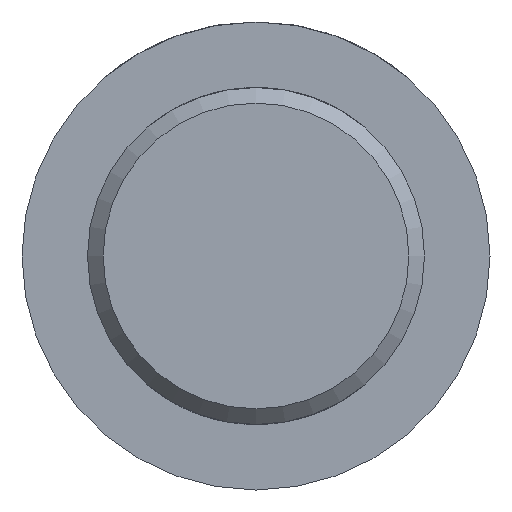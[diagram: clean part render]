
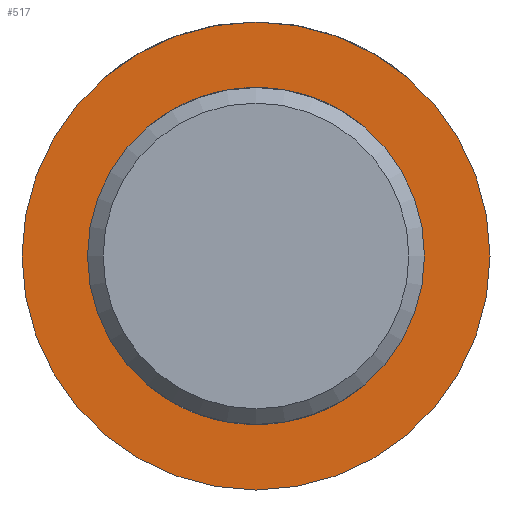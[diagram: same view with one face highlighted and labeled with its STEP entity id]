
A CAD part, front view. The second image highlights one B-rep face of the part: STEP entity #517.
In plain terms, the highlighted planar face has unit normal (0, -1, 0).
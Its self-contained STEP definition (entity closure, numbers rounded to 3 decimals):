
#490=CARTESIAN_POINT('',(-80.,-83.,0.));
#491=DIRECTION('',(-0.,-1.,0.));
#492=DIRECTION('',(-0.,-0.,-1.));
#493=AXIS2_PLACEMENT_3D('',#490,#491,#492);
#494=PLANE('',#493);
#495=CARTESIAN_POINT('',(-74.6,-83.,24.));
#496=VERTEX_POINT('',#495);
#497=CARTESIAN_POINT('',(-80.,-83.,24.));
#498=DIRECTION('',(0.,-1.,0.));
#499=DIRECTION('',(1.,0.,0.));
#500=AXIS2_PLACEMENT_3D('',#497,#498,#499);
#501=CIRCLE('',#500,5.4);
#502=EDGE_CURVE('',#496,#496,#501,.T.);
#503=ORIENTED_EDGE('',*,*,#502,.F.);
#504=EDGE_LOOP('',(#503));
#505=FACE_BOUND('',#504,.T.);
#506=CARTESIAN_POINT('',(-72.5,-83.,24.));
#507=VERTEX_POINT('',#506);
#508=CARTESIAN_POINT('',(-80.,-83.,24.));
#509=DIRECTION('',(-0.,-1.,0.));
#510=DIRECTION('',(1.,-0.,0.));
#511=AXIS2_PLACEMENT_3D('',#508,#509,#510);
#512=CIRCLE('',#511,7.5);
#513=EDGE_CURVE('',#507,#507,#512,.T.);
#514=ORIENTED_EDGE('',*,*,#513,.T.);
#515=EDGE_LOOP('',(#514));
#516=FACE_BOUND('',#515,.T.);
#517=ADVANCED_FACE('',(#505,#516),#494,.T.);
